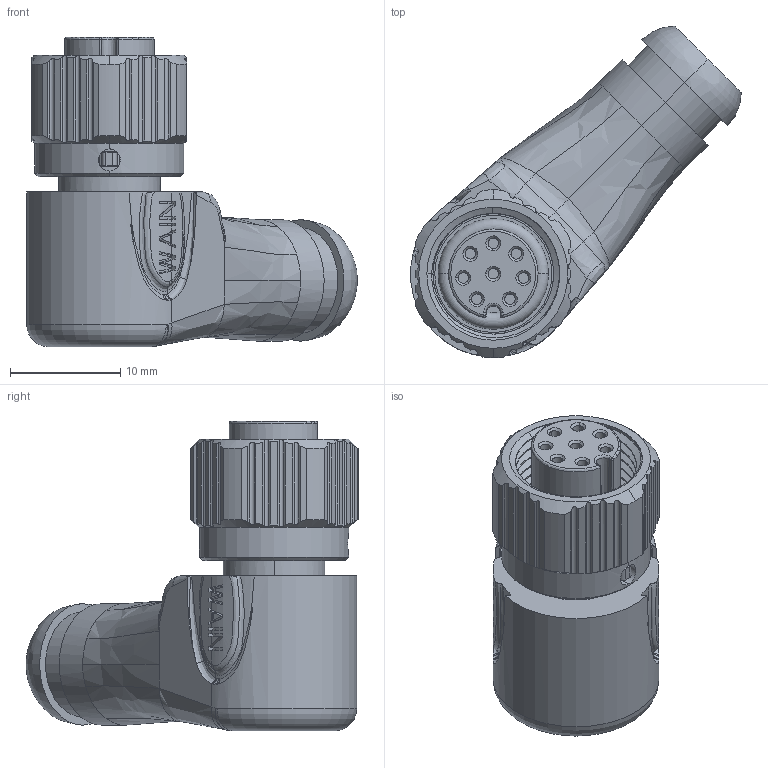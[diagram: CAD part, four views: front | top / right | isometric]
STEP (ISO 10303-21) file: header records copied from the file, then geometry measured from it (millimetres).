
FILE_DESCRIPTION((''),'2;1');
FILE_NAME('S_M12-NU-SH-SW14','2023-12-27T',('13531'),(''),'PRO/ENGINEER BY PARAMETRIC TECHNOLOGY CORPORATION, 2012480','PRO/ENGINEER BY PARAMETRIC TECHNOLOGY CORPORATION, 2012480','');
FILE_SCHEMA(('CONFIG_CONTROL_DESIGN'));
Length unit declared in the file: millimetre
Products named in the file (1): S_M12-NU-SH-SW14
Bounding box: 29.93 x 30.05 x 28 mm (x, y, z)
Volume: 6058.7 mm3; surface area: 4023.9 mm2
Topology: 1 solids, 1 shells, 612 faces, 1636 edges, 1042 vertices
Faces by surface type: plane 274, cylinder 194, bspline 73, cone 60, torus 7, extrusion 4
Entity records: 35917 total; most frequent: CARTESIAN_POINT 13569, ORIENTED_EDGE 3266, DIRECTION 2733, PRESENTATION_STYLE_ASSIGNMENT 1983, STYLED_ITEM 1638, CURVE_STYLE 1637, EDGE_CURVE 1633, VERTEX_POINT 1042
